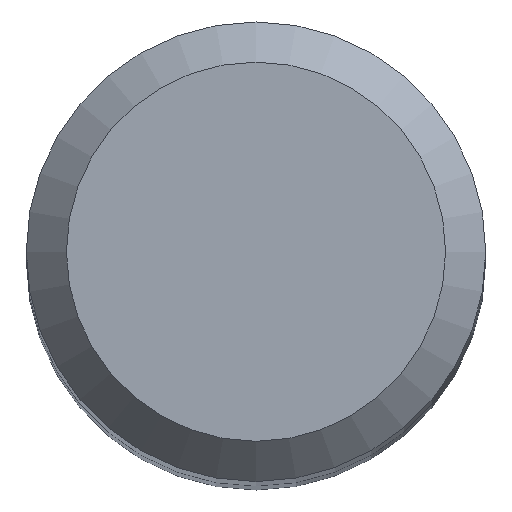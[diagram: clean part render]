
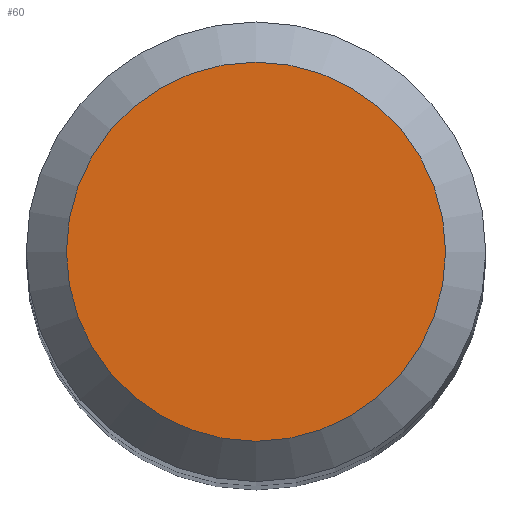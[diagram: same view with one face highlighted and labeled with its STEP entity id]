
A CAD part, top view. The second image highlights one B-rep face of the part: STEP entity #60.
In plain terms, the highlighted planar face has unit normal (0, 0, 1).
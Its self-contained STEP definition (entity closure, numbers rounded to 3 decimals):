
#51=PLANE('',#158);
#55=FACE_OUTER_BOUND('',#80,.T.);
#60=ADVANCED_FACE('',(#55),#51,.T.);
#80=EDGE_LOOP('',(#92));
#92=ORIENTED_EDGE('',*,*,#108,.F.);
#102=VERTEX_POINT('',#227);
#108=EDGE_CURVE('',#102,#102,#114,.T.);
#114=CIRCLE('',#155,3.3);
#155=AXIS2_PLACEMENT_3D('',#226,#177,#178);
#158=AXIS2_PLACEMENT_3D('',#231,#183,#184);
#177=DIRECTION('',(0.,0.,-1.));
#178=DIRECTION('',(-1.,0.,0.));
#183=DIRECTION('',(0.,0.,1.));
#184=DIRECTION('',(1.,0.,0.));
#226=CARTESIAN_POINT('',(0.,0.,0.));
#227=CARTESIAN_POINT('',(-3.3,0.,0.));
#231=CARTESIAN_POINT('',(3.3,0.,0.));
